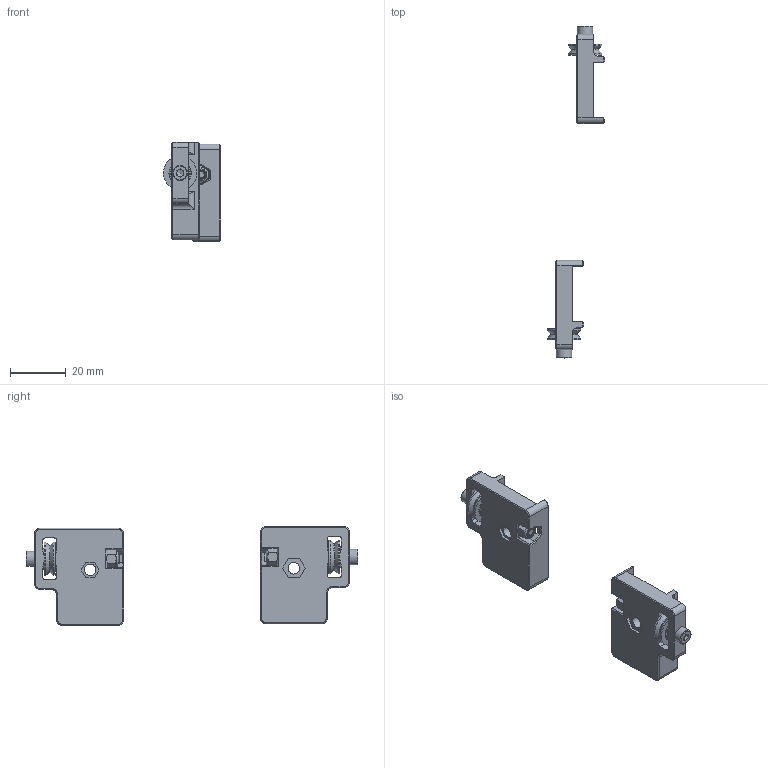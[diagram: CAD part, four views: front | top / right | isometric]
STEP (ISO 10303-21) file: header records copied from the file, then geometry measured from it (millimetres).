
FILE_DESCRIPTION(/* description */ ('STEP AP242','CAx-IF Rec.Pracs.---Representation and Presentation of Product Manufacturing Information (PMI)---4.0---2014-10-13','CAx-IF Rec.Pracs.---3D Tessellated Geometry---0.4---2014-09-14','2;1'),/* implementation_level */ '2;1');
FILE_NAME(/* name */ '6781c04d215a670a49c929ea',/* time_stamp */ '2025-01-11T00:50:22Z',/* author */ (''),/* organization */ (''),/* preprocessor_version */ 'ST-DEVELOPER v20',/* originating_system */ 'ONSHAPE BY PTC INC, 1.192',/* authorisation */ ' ');
FILE_SCHEMA (('AP242_MANAGED_MODEL_BASED_3D_ENGINEERING_MIM_LF { 1 0 10303 442 1 1 4 }'));
Length unit declared in the file: metre
Products named in the file (11): pulley Asmb; pulley asmb right 2 <1>; Inner Race; right insert; Hex socket head cap screw M3x0.50 x 30; 90576A102_Medium-Strength Steel Nylon-Insert Locknut; Outer Race; pulley assembly left <1>; left insert; 3x12x4mm V Bearing <2>
Assembly tree (15 placements, depth 4):
  pulley Asmb
    pulley asmb right 2 <1>
      Inner Race
      right insert
      Hex socket head cap screw M3x0.50 x 30
      90576A102_Medium-Strength Steel Nylon-Insert Locknut
      Outer Race
      90576A102_Medium-Strength Steel Nylon-Insert Locknut
    pulley assembly left <1>
      Hex socket head cap screw M3x0.50 x 30
      left insert
      3x12x4mm V Bearing <2>
        Inner Race
        Outer Race
      90576A102_Medium-Strength Steel Nylon-Insert Locknut
      90576A102_Medium-Strength Steel Nylon-Insert Locknut
Bounding box: 20.53 x 119.13 x 35.63 mm (x, y, z)
Volume: 12698.6 mm3; surface area: 10186.9 mm2
Topology: 12 solids, 14 shells, 354 faces, 868 edges, 552 vertices
Faces by surface type: plane 182, cylinder 82, cone 56, torus 30, bspline 4
Full cylindrical faces by diameter (mm): 2.35 x2, 3 x4, 3.259 x2, 3.3 x4, 4.2 x2, 4.35 x8, 5.5 x2, 6.65 x4, 7.25 x4, 8 x4, 9.6 x2, 12 x4
Entity records: 8454 total; most frequent: CARTESIAN_POINT 2131, DIRECTION 1260, ORIENTED_EDGE 1206, EDGE_CURVE 603, AXIS2_PLACEMENT_3D 457, VERTEX_POINT 402, LINE 346, VECTOR 346
